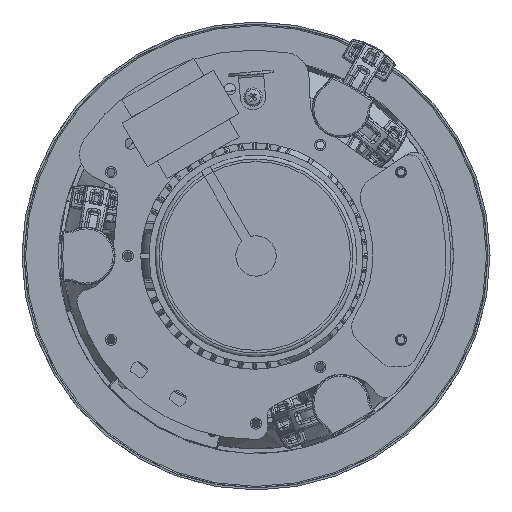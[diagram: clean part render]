
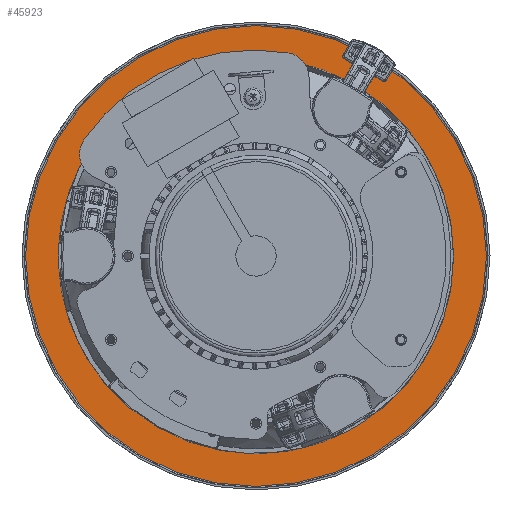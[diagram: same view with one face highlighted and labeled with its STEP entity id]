
A CAD part, front view. The second image highlights one B-rep face of the part: STEP entity #45923.
In plain terms, the highlighted planar face has unit normal (0, -1, 0).
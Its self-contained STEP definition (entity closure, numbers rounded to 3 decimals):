
#10568 = DIRECTION ( 'NONE',  ( 0., 1., 0. ) ) ;
#10633 = ORIENTED_EDGE ( 'NONE', *, *, #16028, .F. ) ;
#16028 = EDGE_CURVE ( 'NONE', #81532, #204750, #57887, .T. ) ;
#27744 = CARTESIAN_POINT ( 'NONE',  ( 78.5, 53., 0. ) ) ;
#31524 = ORIENTED_EDGE ( 'NONE', *, *, #194769, .F. ) ;
#36858 = DIRECTION ( 'NONE',  ( 1., 0., 0. ) ) ;
#41151 = DIRECTION ( 'NONE',  ( -1., 0., 0. ) ) ;
#45923 = ADVANCED_FACE ( 'NONE', ( #132883, #183875 ), #159170, .F. ) ;
#57887 = CIRCLE ( 'NONE', #73549, 91.5 ) ;
#59658 = CIRCLE ( 'NONE', #211868, 91.5 ) ;
#63994 = CIRCLE ( 'NONE', #189991, 78.5 ) ;
#69437 = CIRCLE ( 'NONE', #85113, 78.5 ) ;
#73549 = AXIS2_PLACEMENT_3D ( 'NONE', #233139, #254583, #305466 ) ;
#81532 = VERTEX_POINT ( 'NONE', #131925 ) ;
#81671 = AXIS2_PLACEMENT_3D ( 'NONE', #91633, #267524, #269192 ) ;
#85113 = AXIS2_PLACEMENT_3D ( 'NONE', #89685, #114383, #293476 ) ;
#89685 = CARTESIAN_POINT ( 'NONE',  ( 0., 53., 0. ) ) ;
#91276 = CARTESIAN_POINT ( 'NONE',  ( 91.5, 53., 0. ) ) ;
#91633 = CARTESIAN_POINT ( 'NONE',  ( 90.5, 53., 0. ) ) ;
#92029 = CARTESIAN_POINT ( 'NONE',  ( 0., 53., 0. ) ) ;
#93108 = EDGE_LOOP ( 'NONE', ( #307722, #233851 ) ) ;
#101937 = CARTESIAN_POINT ( 'NONE',  ( -78.5, 53., 0. ) ) ;
#103413 = EDGE_LOOP ( 'NONE', ( #31524, #10633 ) ) ;
#114383 = DIRECTION ( 'NONE',  ( 0., -1., 0. ) ) ;
#120413 = VERTEX_POINT ( 'NONE', #27744 ) ;
#131925 = CARTESIAN_POINT ( 'NONE',  ( -91.5, 53., 0. ) ) ;
#132883 = FACE_BOUND ( 'NONE', #93108, .T. ) ;
#159170 = PLANE ( 'NONE',  #81671 ) ;
#183875 = FACE_OUTER_BOUND ( 'NONE', #103413, .T. ) ;
#189991 = AXIS2_PLACEMENT_3D ( 'NONE', #92029, #294187, #41151 ) ;
#194769 = EDGE_CURVE ( 'NONE', #204750, #81532, #59658, .T. ) ;
#204750 = VERTEX_POINT ( 'NONE', #91276 ) ;
#211868 = AXIS2_PLACEMENT_3D ( 'NONE', #235784, #10568, #36858 ) ;
#222258 = VERTEX_POINT ( 'NONE', #101937 ) ;
#233139 = CARTESIAN_POINT ( 'NONE',  ( 0., 53., 0. ) ) ;
#233851 = ORIENTED_EDGE ( 'NONE', *, *, #252485, .F. ) ;
#235784 = CARTESIAN_POINT ( 'NONE',  ( 0., 53., 0. ) ) ;
#252485 = EDGE_CURVE ( 'NONE', #120413, #222258, #63994, .T. ) ;
#254583 = DIRECTION ( 'NONE',  ( 0., 1., 0. ) ) ;
#267524 = DIRECTION ( 'NONE',  ( 0., 1., 0. ) ) ;
#269192 = DIRECTION ( 'NONE',  ( 1., 0., 0. ) ) ;
#277927 = EDGE_CURVE ( 'NONE', #222258, #120413, #69437, .T. ) ;
#293476 = DIRECTION ( 'NONE',  ( -1., 0., 0. ) ) ;
#294187 = DIRECTION ( 'NONE',  ( 0., -1., 0. ) ) ;
#305466 = DIRECTION ( 'NONE',  ( 1., 0., 0. ) ) ;
#307722 = ORIENTED_EDGE ( 'NONE', *, *, #277927, .F. ) ;
